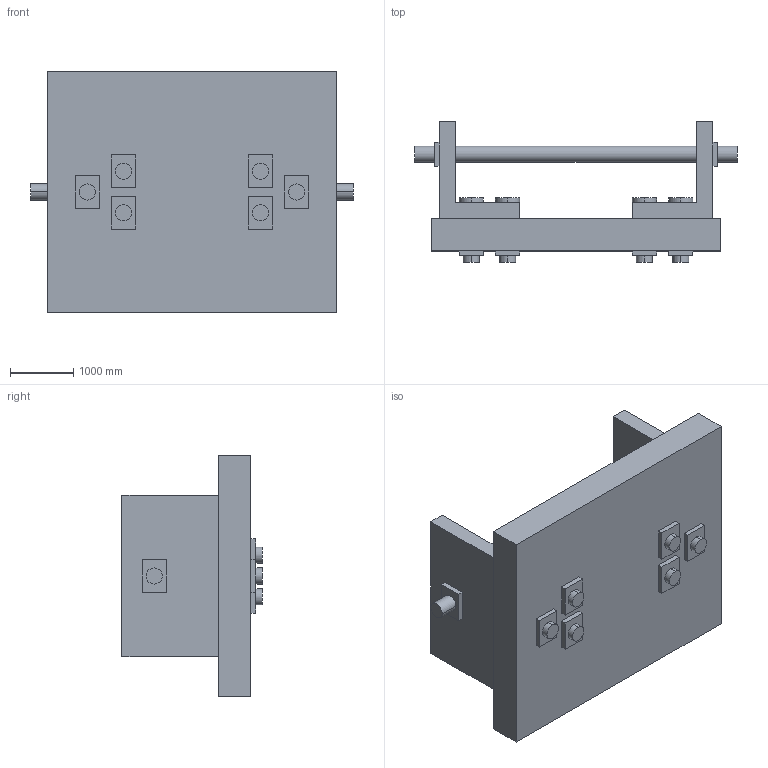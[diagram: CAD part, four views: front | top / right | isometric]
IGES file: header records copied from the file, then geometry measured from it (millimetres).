
Global section: file name: Filename.iges; native system: Open CASCADE 7.6; preprocessor: Open CASCADE IGES processor 7.6; date: 20230311.104057; units: millimetre
Bounding box: 5080 x 2209.8 x 3810 mm (x, y, z)
Surface area: 91383572.9 mm2 (no closed solid volume)
Topology: 0 solids, 0 shells, 160 faces, 740 edges, 772 vertices
Faces by surface type: plane 90, revolution 70
